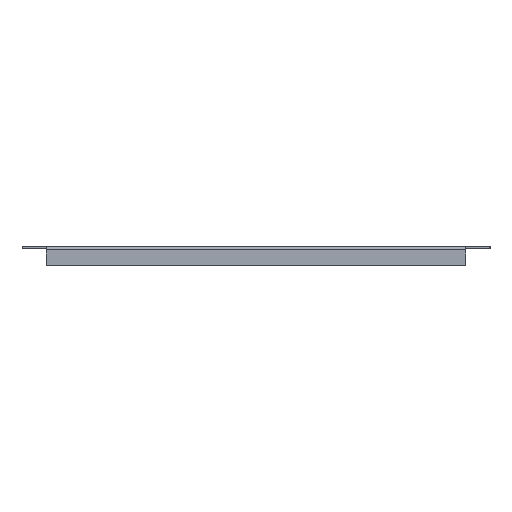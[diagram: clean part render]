
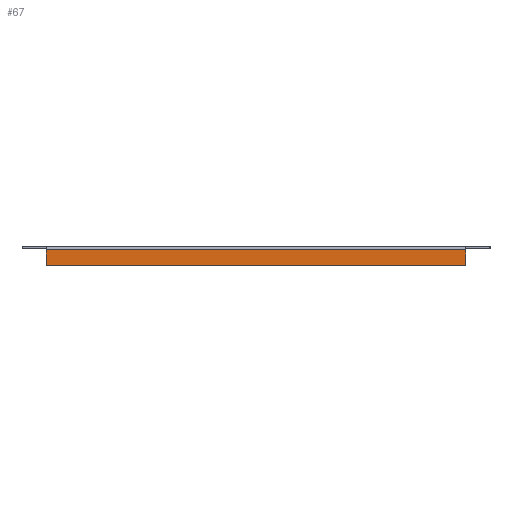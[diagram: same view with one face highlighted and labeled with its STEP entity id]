
A CAD part, front view. The second image highlights one B-rep face of the part: STEP entity #67.
In plain terms, the highlighted planar face has unit normal (0, -1, 0).
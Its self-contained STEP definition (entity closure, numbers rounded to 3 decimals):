
#67 = ADVANCED_FACE ( 'NONE', ( #1589 ), #1287, .T. ) ;
#69 = VECTOR ( 'NONE', #545, 1000. ) ;
#203 = VERTEX_POINT ( 'NONE', #909 ) ;
#240 = DIRECTION ( 'NONE',  ( 0., -1., 0. ) ) ;
#279 = DIRECTION ( 'NONE',  ( 0., 0., 1. ) ) ;
#320 = VERTEX_POINT ( 'NONE', #1848 ) ;
#323 = VECTOR ( 'NONE', #458, 1000. ) ;
#458 = DIRECTION ( 'NONE',  ( -1., 0., 0. ) ) ;
#545 = DIRECTION ( 'NONE',  ( -1., 0., 0. ) ) ;
#604 = VERTEX_POINT ( 'NONE', #1095 ) ;
#699 = LINE ( 'NONE', #1145, #1640 ) ;
#704 = EDGE_CURVE ( 'NONE', #1312, #320, #1883, .T. ) ;
#744 = EDGE_CURVE ( 'NONE', #604, #203, #699, .T. ) ;
#792 = ORIENTED_EDGE ( 'NONE', *, *, #704, .F. ) ;
#826 = DIRECTION ( 'NONE',  ( 0., 0., -1. ) ) ;
#909 = CARTESIAN_POINT ( 'NONE',  ( 471.5, -183.5, -20. ) ) ;
#1009 = ORIENTED_EDGE ( 'NONE', *, *, #1436, .T. ) ;
#1077 = CARTESIAN_POINT ( 'NONE',  ( 26., -183.5, -20. ) ) ;
#1095 = CARTESIAN_POINT ( 'NONE',  ( 471.5, -183.5, -3.5 ) ) ;
#1097 = LINE ( 'NONE', #1564, #69 ) ;
#1116 = ORIENTED_EDGE ( 'NONE', *, *, #1666, .F. ) ;
#1145 = CARTESIAN_POINT ( 'NONE',  ( 471.5, -183.5, -20. ) ) ;
#1146 = ORIENTED_EDGE ( 'NONE', *, *, #744, .F. ) ;
#1157 = VECTOR ( 'NONE', #279, 1000. ) ;
#1287 = PLANE ( 'NONE',  #1918 ) ;
#1312 = VERTEX_POINT ( 'NONE', #1845 ) ;
#1436 = EDGE_CURVE ( 'NONE', #604, #320, #1097, .T. ) ;
#1521 = LINE ( 'NONE', #1077, #323 ) ;
#1564 = CARTESIAN_POINT ( 'NONE',  ( 0., -183.5, -3.5 ) ) ;
#1589 = FACE_OUTER_BOUND ( 'NONE', #1599, .T. ) ;
#1599 = EDGE_LOOP ( 'NONE', ( #1146, #1009, #792, #1116 ) ) ;
#1627 = CARTESIAN_POINT ( 'NONE',  ( 26., -183.5, -2.5 ) ) ;
#1640 = VECTOR ( 'NONE', #1758, 1000. ) ;
#1666 = EDGE_CURVE ( 'NONE', #203, #1312, #1521, .T. ) ;
#1758 = DIRECTION ( 'NONE',  ( 0., 0., -1. ) ) ;
#1845 = CARTESIAN_POINT ( 'NONE',  ( 26., -183.5, -20. ) ) ;
#1848 = CARTESIAN_POINT ( 'NONE',  ( 26., -183.5, -3.5 ) ) ;
#1850 = CARTESIAN_POINT ( 'NONE',  ( 0., -183.5, 0. ) ) ;
#1883 = LINE ( 'NONE', #1627, #1157 ) ;
#1918 = AXIS2_PLACEMENT_3D ( 'NONE', #1850, #240, #826 ) ;
